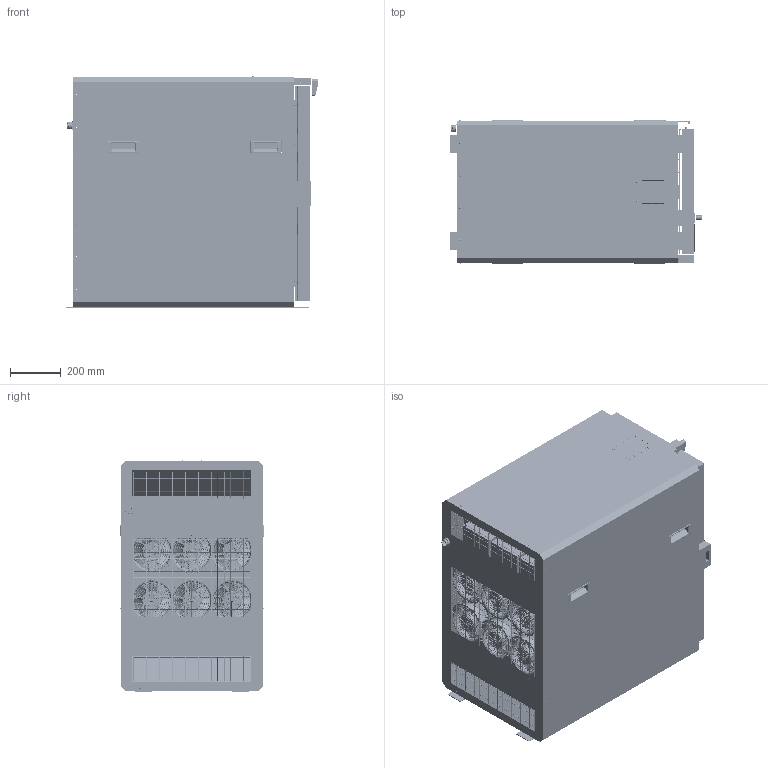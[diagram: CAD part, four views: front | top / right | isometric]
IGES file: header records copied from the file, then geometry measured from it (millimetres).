
Start section: SolidWorks IGES file using analytic representation for surfaces
Global section: file name: TR-059.IGS; native system: SolidWorks 2019; preprocessor: SolidWorks 2019; author: Afshin; date: 190522.115600; units: inch
Bounding box: 985.11 x 563.4 x 907.94 mm (x, y, z)
Surface area: 7970259 mm2 (no closed solid volume)
Topology: 0 solids, 0 shells, 2208 faces, 39701 edges, 39692 vertices
Faces by surface type: bspline 1304, revolution 904
